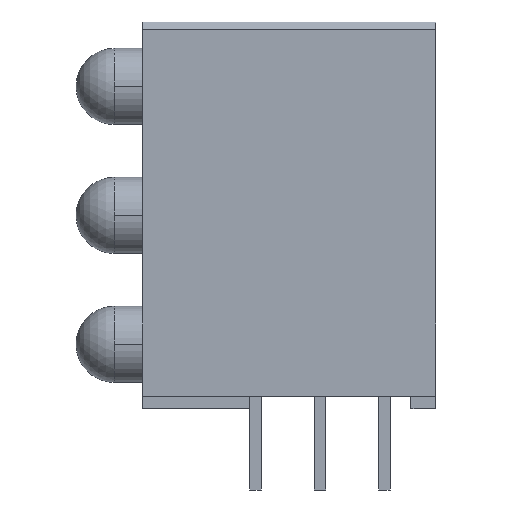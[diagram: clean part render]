
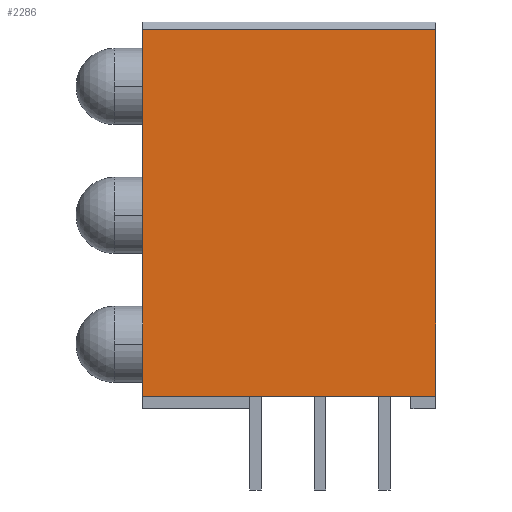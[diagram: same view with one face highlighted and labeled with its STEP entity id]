
A CAD part, front view. The second image highlights one B-rep face of the part: STEP entity #2286.
In plain terms, the highlighted planar face has unit normal (0, -1, 0).
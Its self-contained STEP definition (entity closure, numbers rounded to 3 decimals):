
#2223=CARTESIAN_POINT('',(-6.99,-2.16,14.94));
#2224=VERTEX_POINT('',#2223);
#2231=CARTESIAN_POINT('',(4.57,-2.16,14.94));
#2232=VERTEX_POINT('',#2231);
#2233=CARTESIAN_POINT('',(-6.99,-2.16,14.94));
#2234=DIRECTION('',(1.0,0.0,0.0));
#2235=VECTOR('',#2234,11.56);
#2236=LINE('',#2233,#2235);
#2237=EDGE_CURVE('',#2224,#2232,#2236,.T.);
#2256=CARTESIAN_POINT('',(4.57,-2.16,0.0));
#2257=DIRECTION('',(0.0,-1.0,0.0));
#2258=DIRECTION('',(0.0,0.0,-1.0));
#2259=AXIS2_PLACEMENT_3D('',#2256,#2257,#2258);
#2260=PLANE('',#2259);
#2261=ORIENTED_EDGE('',*,*,#2237,.F.);
#2262=CARTESIAN_POINT('',(-6.99,-2.16,0.5));
#2263=VERTEX_POINT('',#2262);
#2264=CARTESIAN_POINT('',(-6.99,-2.16,0.5));
#2265=DIRECTION('',(0.0,0.0,1.0));
#2266=VECTOR('',#2265,14.44);
#2267=LINE('',#2264,#2266);
#2268=EDGE_CURVE('',#2263,#2224,#2267,.T.);
#2269=ORIENTED_EDGE('',*,*,#2268,.F.);
#2270=CARTESIAN_POINT('',(4.57,-2.16,0.5));
#2271=VERTEX_POINT('',#2270);
#2272=CARTESIAN_POINT('',(-6.99,-2.16,0.5));
#2273=DIRECTION('',(1.0,0.0,0.0));
#2274=VECTOR('',#2273,11.56);
#2275=LINE('',#2272,#2274);
#2276=EDGE_CURVE('',#2263,#2271,#2275,.T.);
#2277=ORIENTED_EDGE('',*,*,#2276,.T.);
#2278=CARTESIAN_POINT('',(4.57,-2.16,0.5));
#2279=DIRECTION('',(0.0,0.0,1.0));
#2280=VECTOR('',#2279,14.44);
#2281=LINE('',#2278,#2280);
#2282=EDGE_CURVE('',#2271,#2232,#2281,.T.);
#2283=ORIENTED_EDGE('',*,*,#2282,.T.);
#2284=EDGE_LOOP('',(#2261,#2269,#2277,#2283));
#2285=FACE_OUTER_BOUND('',#2284,.T.);
#2286=ADVANCED_FACE('',(#2285),#2260,.T.);
